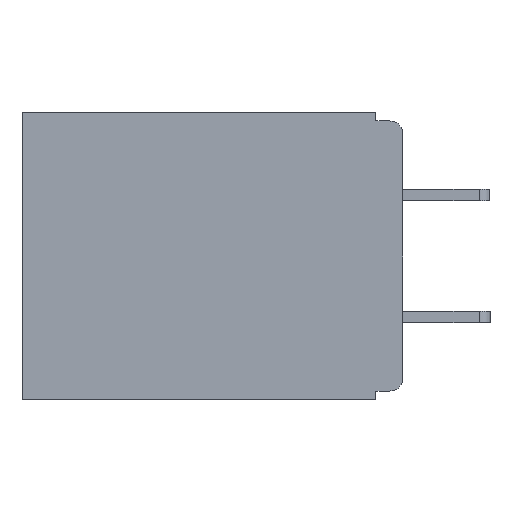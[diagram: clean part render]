
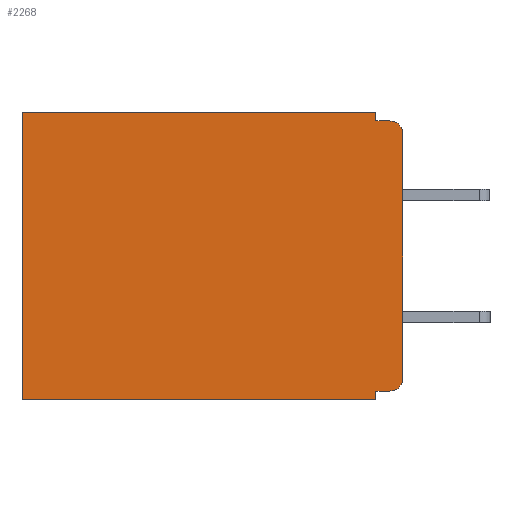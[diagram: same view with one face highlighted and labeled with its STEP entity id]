
A CAD part, left-side view. The second image highlights one B-rep face of the part: STEP entity #2268.
In plain terms, the highlighted planar face has unit normal (-1, 0, 0).
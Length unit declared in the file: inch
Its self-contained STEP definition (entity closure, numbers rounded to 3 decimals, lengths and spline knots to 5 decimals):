
#113 = EDGE_CURVE ( 'NONE', #2513, #6160, #8568, .T. ) ;
#135 = ORIENTED_EDGE ( 'NONE', *, *, #4940, .F. ) ;
#273 = AXIS2_PLACEMENT_3D ( 'NONE', #12777, #10013, #10107 ) ;
#275 = LINE ( 'NONE', #12442, #12839 ) ;
#336 = EDGE_CURVE ( 'NONE', #5403, #8714, #6090, .T. ) ;
#486 = ORIENTED_EDGE ( 'NONE', *, *, #4410, .F. ) ;
#696 = ORIENTED_EDGE ( 'NONE', *, *, #10136, .T. ) ;
#1080 = ORIENTED_EDGE ( 'NONE', *, *, #113, .F. ) ;
#1305 = VECTOR ( 'NONE', #10481, 39.37008 ) ;
#1501 = VERTEX_POINT ( 'NONE', #10052 ) ;
#1619 = CARTESIAN_POINT ( 'NONE',  ( 0.3, 0.015, -0.32 ) ) ;
#2130 = EDGE_CURVE ( 'NONE', #1501, #7575, #4011, .T. ) ;
#2268 = ADVANCED_FACE ( 'NONE', ( #10017 ), #10430, .F. ) ;
#2350 = CARTESIAN_POINT ( 'NONE',  ( 0.3, 0., -0.01 ) ) ;
#2513 = VERTEX_POINT ( 'NONE', #5581 ) ;
#2577 = DIRECTION ( 'NONE',  ( 0., 1., 0. ) ) ;
#2645 = VECTOR ( 'NONE', #9109, 39.37008 ) ;
#3133 = DIRECTION ( 'NONE',  ( 0., 0., -1. ) ) ;
#3135 = DIRECTION ( 'NONE',  ( -1., 0., 0. ) ) ;
#3467 = ORIENTED_EDGE ( 'NONE', *, *, #7807, .T. ) ;
#3703 = VERTEX_POINT ( 'NONE', #11216 ) ;
#3968 = CARTESIAN_POINT ( 'NONE',  ( 0.3, 0.031, -0.33 ) ) ;
#4011 = LINE ( 'NONE', #2350, #1305 ) ;
#4074 = ORIENTED_EDGE ( 'NONE', *, *, #5788, .T. ) ;
#4098 = VECTOR ( 'NONE', #2577, 39.37008 ) ;
#4152 = CARTESIAN_POINT ( 'NONE',  ( 0.3, 0.031, 0. ) ) ;
#4268 = VECTOR ( 'NONE', #7498, 39.37008 ) ;
#4410 = EDGE_CURVE ( 'NONE', #6160, #10756, #275, .T. ) ;
#4572 = DIRECTION ( 'NONE',  ( 0., 1., 0. ) ) ;
#4940 = EDGE_CURVE ( 'NONE', #7977, #8714, #9814, .T. ) ;
#5307 = LINE ( 'NONE', #7110, #2645 ) ;
#5308 = DIRECTION ( 'NONE',  ( 0., 0., -1. ) ) ;
#5403 = VERTEX_POINT ( 'NONE', #1619 ) ;
#5434 = AXIS2_PLACEMENT_3D ( 'NONE', #5664, #5630, #5308 ) ;
#5451 = VERTEX_POINT ( 'NONE', #4152 ) ;
#5532 = CARTESIAN_POINT ( 'NONE',  ( 0.3, 0., 0. ) ) ;
#5581 = CARTESIAN_POINT ( 'NONE',  ( 0.3, 0.031, -0.32 ) ) ;
#5629 = EDGE_CURVE ( 'NONE', #5403, #2513, #6771, .T. ) ;
#5630 = DIRECTION ( 'NONE',  ( -1., 0., 0. ) ) ;
#5664 = CARTESIAN_POINT ( 'NONE',  ( 0.3, 0.015, -0.305 ) ) ;
#5788 = EDGE_CURVE ( 'NONE', #7977, #7575, #10379, .T. ) ;
#6090 = CIRCLE ( 'NONE', #5434, 0.015 ) ;
#6092 = ORIENTED_EDGE ( 'NONE', *, *, #5629, .F. ) ;
#6160 = VERTEX_POINT ( 'NONE', #3968 ) ;
#6277 = VECTOR ( 'NONE', #12870, 39.37008 ) ;
#6771 = LINE ( 'NONE', #12801, #4098 ) ;
#6897 = CARTESIAN_POINT ( 'NONE',  ( 0.3, 0.437, -0.33 ) ) ;
#7110 = CARTESIAN_POINT ( 'NONE',  ( 0.3, 0.031, 0. ) ) ;
#7498 = DIRECTION ( 'NONE',  ( 0., 0., -1. ) ) ;
#7575 = VERTEX_POINT ( 'NONE', #11112 ) ;
#7807 = EDGE_CURVE ( 'NONE', #5451, #3703, #11534, .T. ) ;
#7869 = DIRECTION ( 'NONE',  ( 0., 0., -1. ) ) ;
#7910 = ORIENTED_EDGE ( 'NONE', *, *, #2130, .F. ) ;
#7977 = VERTEX_POINT ( 'NONE', #7986 ) ;
#7986 = CARTESIAN_POINT ( 'NONE',  ( 0.3, 0., -0.025 ) ) ;
#8071 = CARTESIAN_POINT ( 'NONE',  ( 0.3, 0.437, -0.33 ) ) ;
#8568 = LINE ( 'NONE', #12494, #6277 ) ;
#8570 = EDGE_LOOP ( 'NONE', ( #135, #4074, #7910, #8612, #3467, #696, #486, #1080, #6092, #10922 ) ) ;
#8612 = ORIENTED_EDGE ( 'NONE', *, *, #11444, .F. ) ;
#8655 = VECTOR ( 'NONE', #4572, 39.37008 ) ;
#8714 = VERTEX_POINT ( 'NONE', #11047 ) ;
#8770 = CARTESIAN_POINT ( 'NONE',  ( 0.3, 0., -0.33 ) ) ;
#9042 = VECTOR ( 'NONE', #7869, 39.37008 ) ;
#9109 = DIRECTION ( 'NONE',  ( 0., 0., -1. ) ) ;
#9814 = LINE ( 'NONE', #8770, #4268 ) ;
#10013 = DIRECTION ( 'NONE',  ( 1., 0., 0. ) ) ;
#10017 = FACE_OUTER_BOUND ( 'NONE', #8570, .T. ) ;
#10052 = CARTESIAN_POINT ( 'NONE',  ( 0.3, 0.031, -0.01 ) ) ;
#10107 = DIRECTION ( 'NONE',  ( 0., 0., -1. ) ) ;
#10136 = EDGE_CURVE ( 'NONE', #3703, #10756, #11930, .T. ) ;
#10379 = CIRCLE ( 'NONE', #12206, 0.015 ) ;
#10430 = PLANE ( 'NONE',  #273 ) ;
#10481 = DIRECTION ( 'NONE',  ( 0., -1., 0. ) ) ;
#10529 = CARTESIAN_POINT ( 'NONE',  ( 0.3, 0.015, -0.025 ) ) ;
#10756 = VERTEX_POINT ( 'NONE', #8071 ) ;
#10922 = ORIENTED_EDGE ( 'NONE', *, *, #336, .T. ) ;
#11047 = CARTESIAN_POINT ( 'NONE',  ( 0.3, 0., -0.305 ) ) ;
#11112 = CARTESIAN_POINT ( 'NONE',  ( 0.3, 0.015, -0.01 ) ) ;
#11216 = CARTESIAN_POINT ( 'NONE',  ( 0.3, 0.437, 0. ) ) ;
#11444 = EDGE_CURVE ( 'NONE', #5451, #1501, #5307, .T. ) ;
#11534 = LINE ( 'NONE', #5532, #8655 ) ;
#11930 = LINE ( 'NONE', #6897, #9042 ) ;
#12206 = AXIS2_PLACEMENT_3D ( 'NONE', #10529, #3135, #3133 ) ;
#12360 = DIRECTION ( 'NONE',  ( 0., 1., 0. ) ) ;
#12442 = CARTESIAN_POINT ( 'NONE',  ( 0.3, 0., -0.33 ) ) ;
#12494 = CARTESIAN_POINT ( 'NONE',  ( 0.3, 0.031, -0.33 ) ) ;
#12777 = CARTESIAN_POINT ( 'NONE',  ( 0.3, 0., -0.33 ) ) ;
#12801 = CARTESIAN_POINT ( 'NONE',  ( 0.3, 0., -0.32 ) ) ;
#12839 = VECTOR ( 'NONE', #12360, 39.37008 ) ;
#12870 = DIRECTION ( 'NONE',  ( 0., 0., -1. ) ) ;
